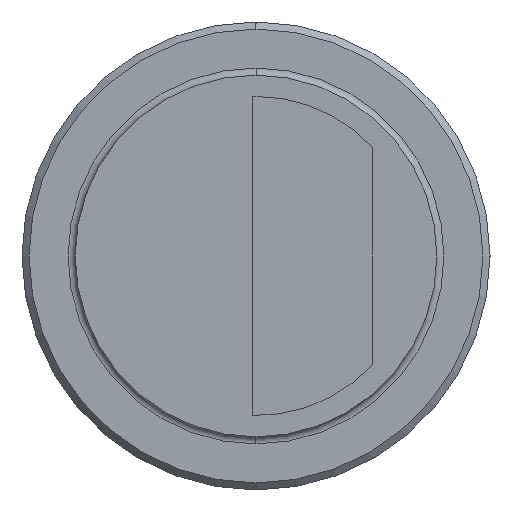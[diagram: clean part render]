
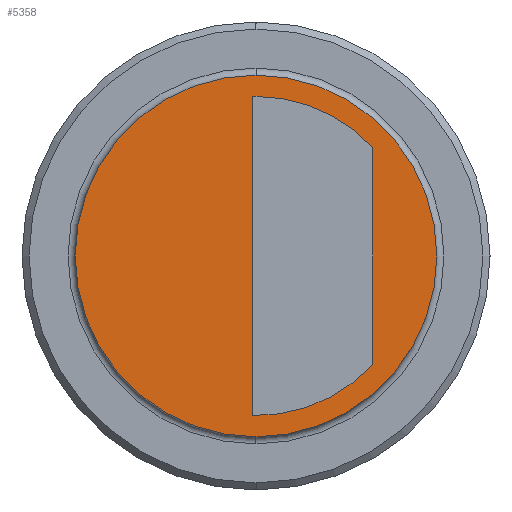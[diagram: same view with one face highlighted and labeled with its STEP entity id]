
A CAD part, left-side view. The second image highlights one B-rep face of the part: STEP entity #5358.
In plain terms, the highlighted planar face has unit normal (-1, 0, 0).
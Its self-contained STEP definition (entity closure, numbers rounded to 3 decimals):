
#2398 = CARTESIAN_POINT ( 'NONE',  ( 45., 0., -25.5 ) ) ;
#2459 = CARTESIAN_POINT ( 'NONE',  ( 45., 0., 0. ) ) ;
#2460 = CIRCLE ( 'NONE', #2469, 25.5 ) ;
#2461 = DIRECTION ( 'NONE',  ( 1., 0., 0. ) ) ;
#2468 = DIRECTION ( 'NONE',  ( 0., 0., -1. ) ) ;
#2469 = AXIS2_PLACEMENT_3D ( 'NONE', #2459, #2461, #2468 ) ;
#2471 = CARTESIAN_POINT ( 'NONE',  ( 45., 0., 25.5 ) ) ;
#2506 = DIRECTION ( 'NONE',  ( 0., 0., -1. ) ) ;
#2617 = DIRECTION ( 'NONE',  ( 0., 0., -1. ) ) ;
#2618 = DIRECTION ( 'NONE',  ( 1., 0., 0. ) ) ;
#2619 = AXIS2_PLACEMENT_3D ( 'NONE', #2630, #2618, #2617 ) ;
#2620 = CIRCLE ( 'NONE', #2619, 22.5 ) ;
#2630 = CARTESIAN_POINT ( 'NONE',  ( 45., 0., 0. ) ) ;
#2654 = CARTESIAN_POINT ( 'NONE',  ( 45., -16.5, 15.297 ) ) ;
#2655 = CARTESIAN_POINT ( 'NONE',  ( 45., 0., 22.5 ) ) ;
#3118 = CARTESIAN_POINT ( 'NONE',  ( 45., -16.5, -15.297 ) ) ;
#3156 = CARTESIAN_POINT ( 'NONE',  ( 45., 0., 0. ) ) ;
#3171 = DIRECTION ( 'NONE',  ( 0., 0., -1. ) ) ;
#3172 = DIRECTION ( 'NONE',  ( 1., 0., 0. ) ) ;
#3173 = AXIS2_PLACEMENT_3D ( 'NONE', #3156, #3172, #3171 ) ;
#3174 = CIRCLE ( 'NONE', #3173, 25.5 ) ;
#3211 = CARTESIAN_POINT ( 'NONE',  ( 45., 0.5, -22.494 ) ) ;
#3212 = DIRECTION ( 'NONE',  ( 0., 0., -1. ) ) ;
#3213 = VECTOR ( 'NONE', #3212, 1000. ) ;
#3214 = CARTESIAN_POINT ( 'NONE',  ( 45., 0.5, -56.241 ) ) ;
#3215 = LINE ( 'NONE', #3214, #3213 ) ;
#3223 = VECTOR ( 'NONE', #2506, 1000. ) ;
#3224 = CARTESIAN_POINT ( 'NONE',  ( 45., -16.5, -56.241 ) ) ;
#3225 = LINE ( 'NONE', #3224, #3223 ) ;
#3249 = DIRECTION ( 'NONE',  ( 0., 0., -1. ) ) ;
#3250 = DIRECTION ( 'NONE',  ( 1., 0., 0. ) ) ;
#3252 = CARTESIAN_POINT ( 'NONE',  ( 45., 0., -56.241 ) ) ;
#3253 = AXIS2_PLACEMENT_3D ( 'NONE', #3252, #3250, #3249 ) ;
#3254 = FACE_OUTER_BOUND ( 'NONE', #5245, .T. ) ;
#3255 = FACE_BOUND ( 'NONE', #5315, .T. ) ;
#3259 = PLANE ( 'NONE',  #3253 ) ;
#3285 = CARTESIAN_POINT ( 'NONE',  ( 45., 0.5, 22.494 ) ) ;
#3286 = DIRECTION ( 'NONE',  ( 0., 0., -1. ) ) ;
#3287 = DIRECTION ( 'NONE',  ( 1., 0., 0. ) ) ;
#3288 = CARTESIAN_POINT ( 'NONE',  ( 45., 0., 0. ) ) ;
#3350 = CIRCLE ( 'NONE', #3392, 22.5 ) ;
#3351 = DIRECTION ( 'NONE',  ( 1., 0., 0. ) ) ;
#3352 = DIRECTION ( 'NONE',  ( 0., 0., -1. ) ) ;
#3353 = AXIS2_PLACEMENT_3D ( 'NONE', #3288, #3287, #3286 ) ;
#3358 = CIRCLE ( 'NONE', #3353, 22.5 ) ;
#3392 = AXIS2_PLACEMENT_3D ( 'NONE', #3395, #3351, #3352 ) ;
#3395 = CARTESIAN_POINT ( 'NONE',  ( 45., 0., 0. ) ) ;
#4927 = VERTEX_POINT ( 'NONE', #2398 ) ;
#4952 = VERTEX_POINT ( 'NONE', #2655 ) ;
#4953 = VERTEX_POINT ( 'NONE', #2654 ) ;
#4965 = EDGE_CURVE ( 'NONE', #4927, #4966, #2460, .T. ) ;
#4966 = VERTEX_POINT ( 'NONE', #2471 ) ;
#5007 = EDGE_CURVE ( 'NONE', #4952, #4953, #2620, .T. ) ;
#5244 = ORIENTED_EDGE ( 'NONE', *, *, #5314, .T. ) ;
#5245 = EDGE_LOOP ( 'NONE', ( #5246, #5248 ) ) ;
#5246 = ORIENTED_EDGE ( 'NONE', *, *, #5247, .F. ) ;
#5247 = EDGE_CURVE ( 'NONE', #4966, #4927, #3174, .T. ) ;
#5248 = ORIENTED_EDGE ( 'NONE', *, *, #4965, .F. ) ;
#5258 = VERTEX_POINT ( 'NONE', #3118 ) ;
#5308 = EDGE_CURVE ( 'NONE', #5385, #5309, #3215, .T. ) ;
#5309 = VERTEX_POINT ( 'NONE', #3211 ) ;
#5314 = EDGE_CURVE ( 'NONE', #4953, #5258, #3225, .T. ) ;
#5315 = EDGE_LOOP ( 'NONE', ( #5316, #5317, #5318, #5319, #5244 ) ) ;
#5316 = ORIENTED_EDGE ( 'NONE', *, *, #5320, .T. ) ;
#5317 = ORIENTED_EDGE ( 'NONE', *, *, #5308, .F. ) ;
#5318 = ORIENTED_EDGE ( 'NONE', *, *, #5384, .T. ) ;
#5319 = ORIENTED_EDGE ( 'NONE', *, *, #5007, .T. ) ;
#5320 = EDGE_CURVE ( 'NONE', #5258, #5309, #3350, .T. ) ;
#5358 = ADVANCED_FACE ( 'NONE', ( #3255, #3254 ), #3259, .F. ) ;
#5384 = EDGE_CURVE ( 'NONE', #5385, #4952, #3358, .T. ) ;
#5385 = VERTEX_POINT ( 'NONE', #3285 ) ;
